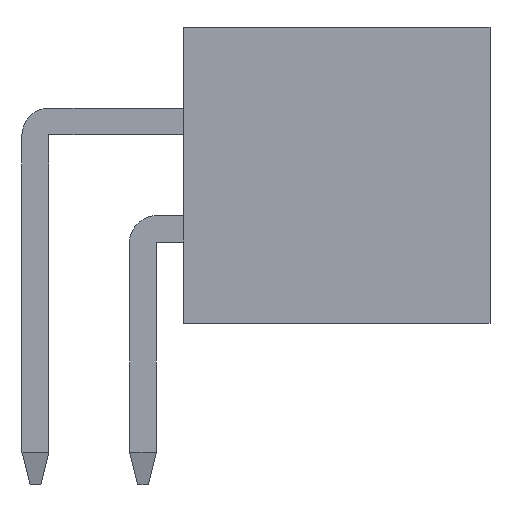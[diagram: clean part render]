
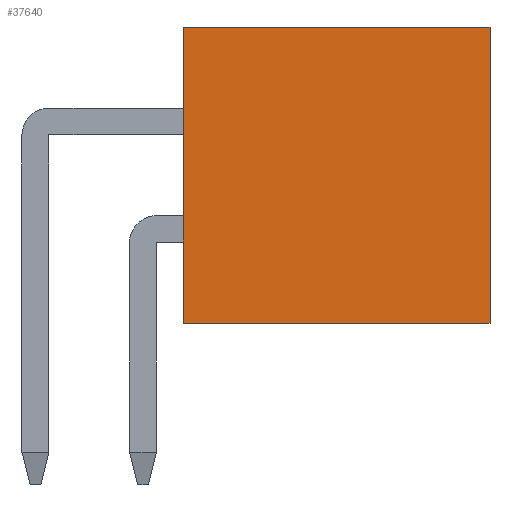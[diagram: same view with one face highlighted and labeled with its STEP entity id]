
A CAD part, front view. The second image highlights one B-rep face of the part: STEP entity #37640.
In plain terms, the highlighted face is planar.
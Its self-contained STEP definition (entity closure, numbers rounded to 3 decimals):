
#2139=ORIENTED_EDGE('',*,*,#9178,.F.);
#2140=ORIENTED_EDGE('',*,*,#9179,.F.);
#2141=ORIENTED_EDGE('',*,*,#9180,.T.);
#2142=ORIENTED_EDGE('',*,*,#9181,.T.);
#9178=EDGE_CURVE('',#12620,#12621,#15320,.T.);
#9179=EDGE_CURVE('',#12622,#12620,#15321,.T.);
#9180=EDGE_CURVE('',#12622,#12623,#15322,.T.);
#9181=EDGE_CURVE('',#12623,#12621,#15323,.T.);
#12620=VERTEX_POINT('',#50373);
#12621=VERTEX_POINT('',#50374);
#12622=VERTEX_POINT('',#50376);
#12623=VERTEX_POINT('',#50378);
#15320=LINE('',#50372,#19026);
#15321=LINE('',#50375,#19027);
#15322=LINE('',#50377,#19028);
#15323=LINE('',#50379,#19029);
#19026=VECTOR('',#42706,1000.);
#19027=VECTOR('',#42707,1000.);
#19028=VECTOR('',#42708,1000.);
#19029=VECTOR('',#42709,1000.);
#21806=EDGE_LOOP('',(#2139,#2140,#2141,#2142));
#23480=FACE_BOUND('',#21806,.T.);
#25104=PLANE('',#39220);
#37640=ADVANCED_FACE('',(#23480),#25104,.T.);
#39220=AXIS2_PLACEMENT_3D('',#50371,#42704,#42705);
#42704=DIRECTION('',(1.,0.,0.));
#42705=DIRECTION('',(0.,0.,-1.));
#42706=DIRECTION('',(0.,0.,-1.));
#42707=DIRECTION('',(0.,1.,0.));
#42708=DIRECTION('',(0.,0.,-1.));
#42709=DIRECTION('',(0.,1.,0.));
#50371=CARTESIAN_POINT('',(28.625,-2.75,2.85));
#50372=CARTESIAN_POINT('',(28.625,2.75,2.85));
#50373=CARTESIAN_POINT('',(28.625,2.75,2.85));
#50374=CARTESIAN_POINT('',(28.625,2.75,-2.85));
#50375=CARTESIAN_POINT('',(28.625,-2.75,2.85));
#50376=CARTESIAN_POINT('',(28.625,-2.75,2.85));
#50377=CARTESIAN_POINT('',(28.625,-2.75,2.85));
#50378=CARTESIAN_POINT('',(28.625,-2.75,-2.85));
#50379=CARTESIAN_POINT('',(28.625,-2.75,-2.85));
